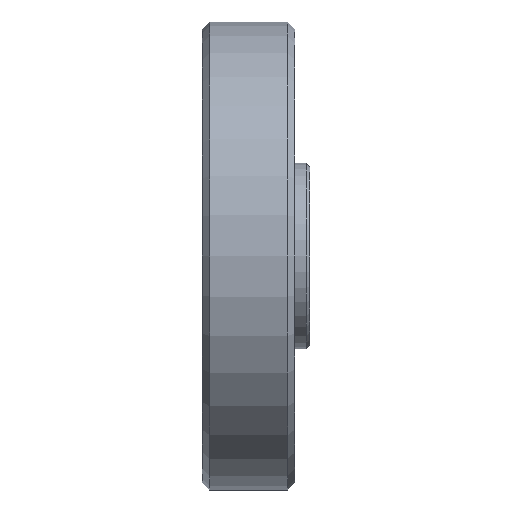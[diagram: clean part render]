
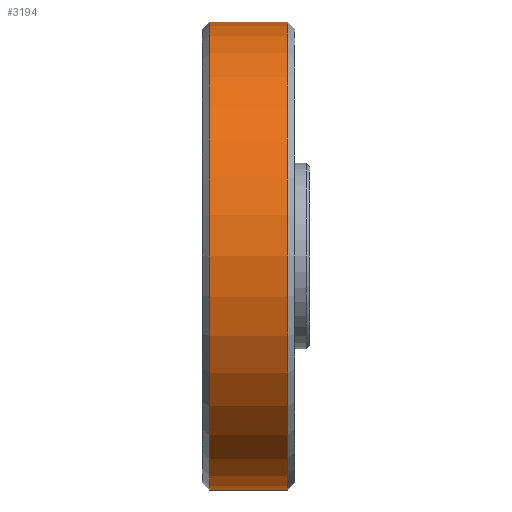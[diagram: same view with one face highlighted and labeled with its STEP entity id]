
A CAD part, left-side view. The second image highlights one B-rep face of the part: STEP entity #3194.
In plain terms, the highlighted cylindrical face has radius 31.5 mm (diameter 63 mm), a partial arc.
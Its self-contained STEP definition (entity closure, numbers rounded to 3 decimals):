
#25 = DIRECTION ( 'NONE',  ( 0., -1., 0. ) ) ;
#199 = VERTEX_POINT ( 'NONE', #3364 ) ;
#345 = CARTESIAN_POINT ( 'NONE',  ( 0., 1., 0. ) ) ;
#566 = AXIS2_PLACEMENT_3D ( 'NONE', #345, #1630, #2547 ) ;
#599 = CARTESIAN_POINT ( 'NONE',  ( 0., 1., 31.5 ) ) ;
#630 = CIRCLE ( 'NONE', #1440, 31.5 ) ;
#655 = EDGE_CURVE ( 'NONE', #199, #732, #3698, .T. ) ;
#732 = VERTEX_POINT ( 'NONE', #599 ) ;
#780 = CARTESIAN_POINT ( 'NONE',  ( 0., 12.5, 31.5 ) ) ;
#968 = EDGE_CURVE ( 'NONE', #199, #2818, #630, .T. ) ;
#1307 = ORIENTED_EDGE ( 'NONE', *, *, #968, .T. ) ;
#1324 = VERTEX_POINT ( 'NONE', #3353 ) ;
#1440 = AXIS2_PLACEMENT_3D ( 'NONE', #2195, #1888, #2203 ) ;
#1452 = ORIENTED_EDGE ( 'NONE', *, *, #655, .F. ) ;
#1576 = CARTESIAN_POINT ( 'NONE',  ( 0., 12.5, 0. ) ) ;
#1630 = DIRECTION ( 'NONE',  ( 0., 1., 0. ) ) ;
#1666 = CARTESIAN_POINT ( 'NONE',  ( 0., 11.5, -31.5 ) ) ;
#1888 = DIRECTION ( 'NONE',  ( 0., -1., 0. ) ) ;
#1924 = EDGE_CURVE ( 'NONE', #1324, #732, #3080, .T. ) ;
#2166 = EDGE_CURVE ( 'NONE', #2818, #1324, #2839, .T. ) ;
#2195 = CARTESIAN_POINT ( 'NONE',  ( 0., 11.5, 0. ) ) ;
#2203 = DIRECTION ( 'NONE',  ( 0., 0., 1. ) ) ;
#2547 = DIRECTION ( 'NONE',  ( 0., 0., 1. ) ) ;
#2701 = CYLINDRICAL_SURFACE ( 'NONE', #3118, 31.5 ) ;
#2727 = DIRECTION ( 'NONE',  ( 0., -1., 0. ) ) ;
#2818 = VERTEX_POINT ( 'NONE', #1666 ) ;
#2839 = LINE ( 'NONE', #3974, #3657 ) ;
#2885 = FACE_OUTER_BOUND ( 'NONE', #3140, .T. ) ;
#2943 = DIRECTION ( 'NONE',  ( 0., -1., 0. ) ) ;
#2957 = ORIENTED_EDGE ( 'NONE', *, *, #2166, .T. ) ;
#3080 = CIRCLE ( 'NONE', #566, 31.5 ) ;
#3118 = AXIS2_PLACEMENT_3D ( 'NONE', #1576, #25, #3995 ) ;
#3140 = EDGE_LOOP ( 'NONE', ( #1452, #1307, #2957, #3957 ) ) ;
#3194 = ADVANCED_FACE ( 'NONE', ( #2885 ), #2701, .T. ) ;
#3353 = CARTESIAN_POINT ( 'NONE',  ( 0., 1., -31.5 ) ) ;
#3364 = CARTESIAN_POINT ( 'NONE',  ( 0., 11.5, 31.5 ) ) ;
#3546 = VECTOR ( 'NONE', #2943, 1000. ) ;
#3657 = VECTOR ( 'NONE', #2727, 1000. ) ;
#3698 = LINE ( 'NONE', #780, #3546 ) ;
#3957 = ORIENTED_EDGE ( 'NONE', *, *, #1924, .T. ) ;
#3974 = CARTESIAN_POINT ( 'NONE',  ( 0., 12.5, -31.5 ) ) ;
#3995 = DIRECTION ( 'NONE',  ( 0., 0., -1. ) ) ;
